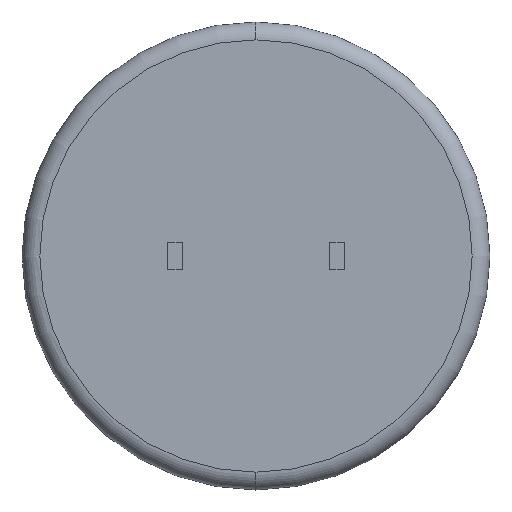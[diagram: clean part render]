
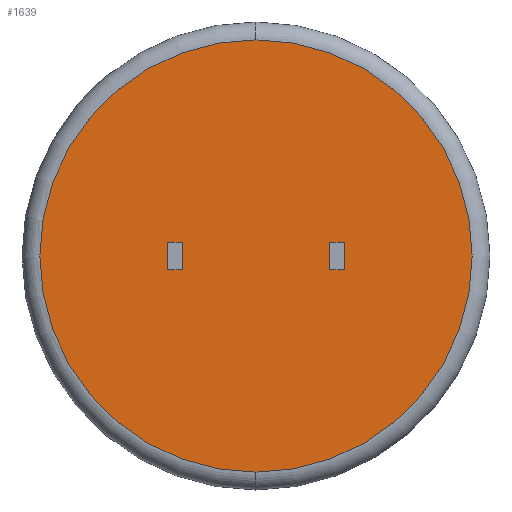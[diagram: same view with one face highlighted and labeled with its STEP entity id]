
A CAD part, front view. The second image highlights one B-rep face of the part: STEP entity #1639.
In plain terms, the highlighted planar face has unit normal (0, -1, 0).
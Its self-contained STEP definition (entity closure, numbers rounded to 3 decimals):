
#58 = ORIENTED_EDGE ( 'NONE', *, *, #2278, .F. ) ;
#82 = VECTOR ( 'NONE', #636, 1000. ) ;
#86 = EDGE_CURVE ( 'NONE', #398, #109, #2504, .T. ) ;
#91 = LINE ( 'NONE', #1258, #1166 ) ;
#109 = VERTEX_POINT ( 'NONE', #626 ) ;
#154 = EDGE_LOOP ( 'NONE', ( #1732, #2543 ) ) ;
#155 = VERTEX_POINT ( 'NONE', #651 ) ;
#217 = CARTESIAN_POINT ( 'NONE',  ( 4.16, 0., 0. ) ) ;
#264 = VECTOR ( 'NONE', #1260, 1000. ) ;
#279 = EDGE_CURVE ( 'NONE', #1730, #109, #417, .T. ) ;
#303 = DIRECTION ( 'NONE',  ( 0., 0., 1. ) ) ;
#326 = VECTOR ( 'NONE', #1864, 1000. ) ;
#398 = VERTEX_POINT ( 'NONE', #2000 ) ;
#413 = VECTOR ( 'NONE', #2344, 1000. ) ;
#417 = LINE ( 'NONE', #1765, #2413 ) ;
#554 = CARTESIAN_POINT ( 'NONE',  ( 0., 0., 0. ) ) ;
#601 = EDGE_LOOP ( 'NONE', ( #2411, #2533, #1515, #58 ) ) ;
#603 = CARTESIAN_POINT ( 'NONE',  ( 3.46, 0., -0.65 ) ) ;
#605 = CARTESIAN_POINT ( 'NONE',  ( 4.16, 0., -0.65 ) ) ;
#626 = CARTESIAN_POINT ( 'NONE',  ( -3.46, 0., -0.65 ) ) ;
#636 = DIRECTION ( 'NONE',  ( 0., 0., 1. ) ) ;
#651 = CARTESIAN_POINT ( 'NONE',  ( 4.16, 0., 0.65 ) ) ;
#738 = CARTESIAN_POINT ( 'NONE',  ( 0., 0., 0. ) ) ;
#761 = AXIS2_PLACEMENT_3D ( 'NONE', #738, #1980, #303 ) ;
#775 = DIRECTION ( 'NONE',  ( 0., 0., 1. ) ) ;
#956 = VECTOR ( 'NONE', #2540, 1000. ) ;
#1027 = DIRECTION ( 'NONE',  ( 0., 0., -1. ) ) ;
#1050 = LINE ( 'NONE', #217, #82 ) ;
#1081 = VERTEX_POINT ( 'NONE', #1563 ) ;
#1110 = DIRECTION ( 'NONE',  ( 1., 0., 0. ) ) ;
#1124 = VERTEX_POINT ( 'NONE', #2387 ) ;
#1166 = VECTOR ( 'NONE', #1027, 1000. ) ;
#1171 = VERTEX_POINT ( 'NONE', #1600 ) ;
#1201 = LINE ( 'NONE', #1332, #413 ) ;
#1226 = CARTESIAN_POINT ( 'NONE',  ( 3.46, 0., 0.65 ) ) ;
#1258 = CARTESIAN_POINT ( 'NONE',  ( 3.46, 0., -0.65 ) ) ;
#1260 = DIRECTION ( 'NONE',  ( 1., 0., 0. ) ) ;
#1275 = EDGE_CURVE ( 'NONE', #1171, #1867, #2718, .T. ) ;
#1332 = CARTESIAN_POINT ( 'NONE',  ( -4.16, 0., 0. ) ) ;
#1379 = AXIS2_PLACEMENT_3D ( 'NONE', #554, #2073, #775 ) ;
#1385 = EDGE_CURVE ( 'NONE', #1867, #1171, #1603, .T. ) ;
#1515 = ORIENTED_EDGE ( 'NONE', *, *, #2328, .F. ) ;
#1522 = ORIENTED_EDGE ( 'NONE', *, *, #86, .F. ) ;
#1562 = DIRECTION ( 'NONE',  ( 0., 0., -1. ) ) ;
#1563 = CARTESIAN_POINT ( 'NONE',  ( 3.46, 0., -0.65 ) ) ;
#1600 = CARTESIAN_POINT ( 'NONE',  ( 0., 0., -10.161 ) ) ;
#1603 = CIRCLE ( 'NONE', #761, 10.161 ) ;
#1639 = ADVANCED_FACE ( 'NONE', ( #2647, #2371, #2056 ), #2673, .F. ) ;
#1677 = CARTESIAN_POINT ( 'NONE',  ( -4.16, 0., -0.65 ) ) ;
#1730 = VERTEX_POINT ( 'NONE', #2266 ) ;
#1732 = ORIENTED_EDGE ( 'NONE', *, *, #1385, .T. ) ;
#1738 = LINE ( 'NONE', #1226, #326 ) ;
#1740 = CARTESIAN_POINT ( 'NONE',  ( -4.16, 0., 0.65 ) ) ;
#1765 = CARTESIAN_POINT ( 'NONE',  ( -3.46, 0., 0.65 ) ) ;
#1806 = VERTEX_POINT ( 'NONE', #605 ) ;
#1863 = EDGE_CURVE ( 'NONE', #1975, #1081, #91, .T. ) ;
#1864 = DIRECTION ( 'NONE',  ( -1., 0., 0. ) ) ;
#1867 = VERTEX_POINT ( 'NONE', #2084 ) ;
#1875 = AXIS2_PLACEMENT_3D ( 'NONE', #2370, #1966, #2152 ) ;
#1881 = EDGE_CURVE ( 'NONE', #155, #1975, #1738, .T. ) ;
#1966 = DIRECTION ( 'NONE',  ( 0., -1., 0. ) ) ;
#1969 = EDGE_CURVE ( 'NONE', #1124, #1730, #2090, .T. ) ;
#1975 = VERTEX_POINT ( 'NONE', #2589 ) ;
#1980 = DIRECTION ( 'NONE',  ( 0., -1., 0. ) ) ;
#2000 = CARTESIAN_POINT ( 'NONE',  ( -4.16, 0., -0.65 ) ) ;
#2033 = EDGE_CURVE ( 'NONE', #398, #1124, #1201, .T. ) ;
#2056 = FACE_BOUND ( 'NONE', #601, .T. ) ;
#2073 = DIRECTION ( 'NONE',  ( 0., 1., 0. ) ) ;
#2084 = CARTESIAN_POINT ( 'NONE',  ( 0., 0., 10.161 ) ) ;
#2090 = LINE ( 'NONE', #1740, #2620 ) ;
#2151 = EDGE_LOOP ( 'NONE', ( #2162, #2347, #2421, #1522 ) ) ;
#2152 = DIRECTION ( 'NONE',  ( 0., 0., 1. ) ) ;
#2162 = ORIENTED_EDGE ( 'NONE', *, *, #2033, .T. ) ;
#2266 = CARTESIAN_POINT ( 'NONE',  ( -3.46, 0., 0.65 ) ) ;
#2278 = EDGE_CURVE ( 'NONE', #1081, #1806, #2649, .T. ) ;
#2328 = EDGE_CURVE ( 'NONE', #1806, #155, #1050, .T. ) ;
#2344 = DIRECTION ( 'NONE',  ( 0., 0., 1. ) ) ;
#2347 = ORIENTED_EDGE ( 'NONE', *, *, #1969, .T. ) ;
#2370 = CARTESIAN_POINT ( 'NONE',  ( 0., 0., 0. ) ) ;
#2371 = FACE_BOUND ( 'NONE', #2151, .T. ) ;
#2387 = CARTESIAN_POINT ( 'NONE',  ( -4.16, 0., 0.65 ) ) ;
#2411 = ORIENTED_EDGE ( 'NONE', *, *, #1863, .F. ) ;
#2413 = VECTOR ( 'NONE', #1562, 1000. ) ;
#2421 = ORIENTED_EDGE ( 'NONE', *, *, #279, .T. ) ;
#2504 = LINE ( 'NONE', #1677, #264 ) ;
#2533 = ORIENTED_EDGE ( 'NONE', *, *, #1881, .F. ) ;
#2540 = DIRECTION ( 'NONE',  ( 1., 0., 0. ) ) ;
#2543 = ORIENTED_EDGE ( 'NONE', *, *, #1275, .T. ) ;
#2589 = CARTESIAN_POINT ( 'NONE',  ( 3.46, 0., 0.65 ) ) ;
#2620 = VECTOR ( 'NONE', #1110, 1000. ) ;
#2647 = FACE_OUTER_BOUND ( 'NONE', #154, .T. ) ;
#2649 = LINE ( 'NONE', #603, #956 ) ;
#2673 = PLANE ( 'NONE',  #1379 ) ;
#2718 = CIRCLE ( 'NONE', #1875, 10.161 ) ;
